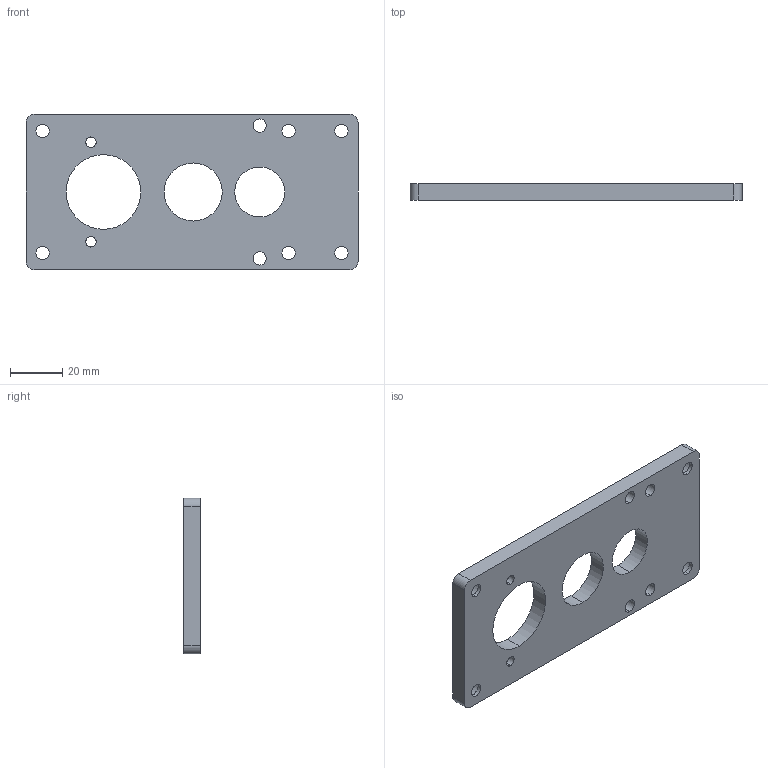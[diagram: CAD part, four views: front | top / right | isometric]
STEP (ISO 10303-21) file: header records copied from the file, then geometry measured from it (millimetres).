
FILE_DESCRIPTION (( 'STEP AP214' ), '1' );
FILE_NAME ('am-2085 671 Gearbox Motor Plate.STEP', '2015-06-08T20:42:53', ( '' ), ( '' ), 'SwSTEP 2.0', 'SolidWorks 2014', '' );
FILE_SCHEMA (( 'AUTOMOTIVE_DESIGN' ));
Length unit declared in the file: inch
Products named in the file (1): am-2085 671 Gearbox Motor Plate
Bounding box: 127 x 6.35 x 59.41 mm (x, y, z)
Volume: 37254.6 mm3; surface area: 17050 mm2
Topology: 1 solids, 1 shells, 48 faces, 126 edges, 84 vertices
Faces by surface type: cylinder 38, plane 10
Entity records: 1618 total; most frequent: DIRECTION 300, CARTESIAN_POINT 259, ORIENTED_EDGE 252, EDGE_CURVE 126, AXIS2_PLACEMENT_3D 125, VERTEX_POINT 84, EDGE_LOOP 78, CIRCLE 76
